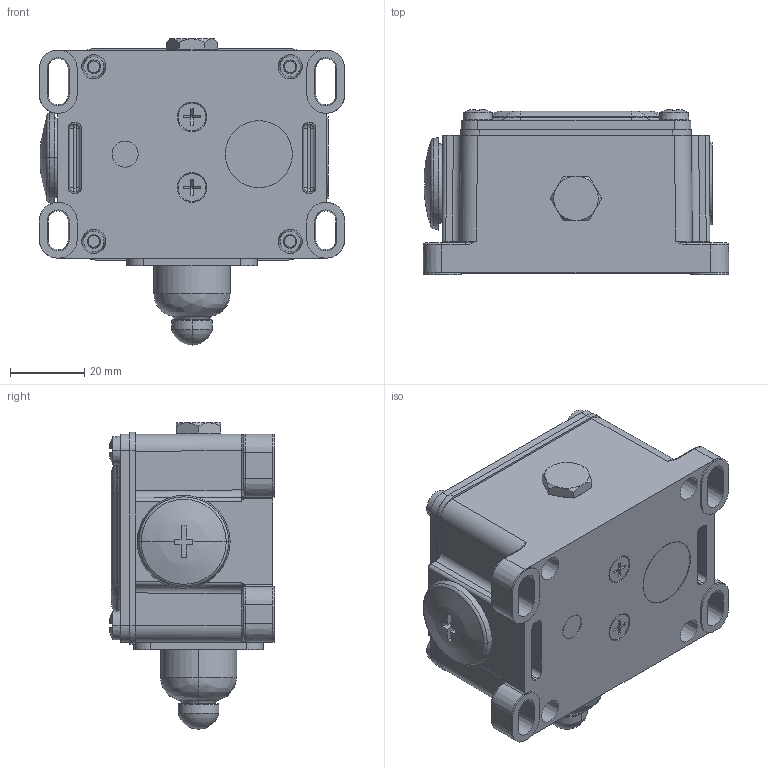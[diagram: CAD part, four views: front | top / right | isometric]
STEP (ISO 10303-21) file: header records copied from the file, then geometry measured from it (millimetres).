
FILE_DESCRIPTION((''),'2;1');
FILE_NAME('D1-W_ASM','2006-08-23T',('T.Bergmann'),(''),'PRO/ENGINEER BY PARAMETRIC TECHNOLOGY CORPORATION, 2005070','PRO/ENGINEER BY PARAMETRIC TECHNOLOGY CORPORATION, 2005070','');
FILE_SCHEMA(('AUTOMOTIVE_DESIGN_CC2 { 1 2 10303 214 -1 1 5 2 }'));
Length unit declared in the file: millimetre
Products named in the file (17): 3003900214; 3535900001; 3994000113_001; 3994000113_002; 3994000113_ASM; 3230750071; 3148800003; 3103800506; 3333300006; 2600085030; D1_GEH_ASM; 3111871006; 3302300011_AF0; 3548900005_17_2_AF0; D1_W_EINR_ASM; 2600963024; D1-W_ASM
Assembly tree (24 placements, depth 4):
  D1-W_ASM
    D1_GEH_ASM
      3003900214
      3535900001
      3994000113_ASM
        3994000113_001
        3994000113_002
      3230750071
      3148800003
      3103800506
      3333300006
      2600085030  x4
    D1_W_EINR_ASM
      3111871006
      3302300011_AF0
      3548900005_17_2_AF0
    2600963024  x6
Bounding box: 82.2 x 44.53 x 82.4 mm (x, y, z)
Volume: 73688.6 mm3; surface area: 58377.8 mm2
Topology: 21 solids, 21 shells, 1281 faces, 2928 edges, 1713 vertices
Faces by surface type: plane 566, cylinder 282, cone 218, bspline 112, torus 87, sphere 16
Entity records: 38465 total; most frequent: CARTESIAN_POINT 10797, DIRECTION 4437, ORIENTED_EDGE 4292, EDGE_CURVE 2146, PRESENTATION_STYLE_ASSIGNMENT 2092, STYLED_ITEM 2092, CURVE_STYLE 2080, AXIS2_PLACEMENT_3D 1721
